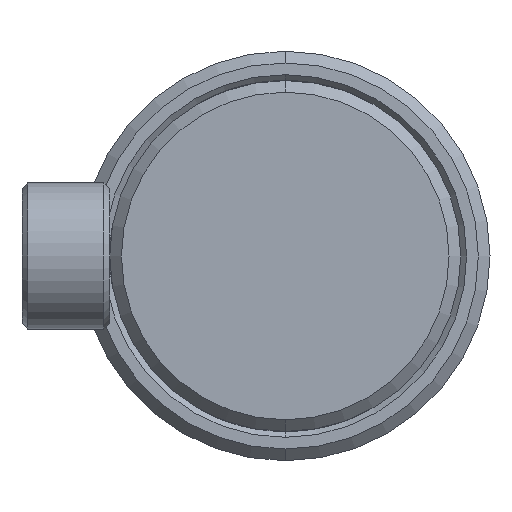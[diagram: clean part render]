
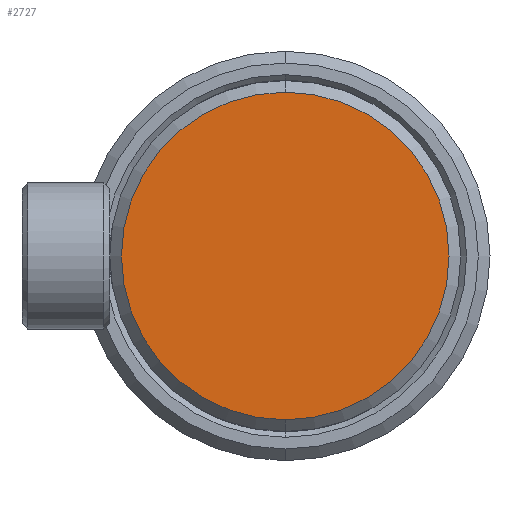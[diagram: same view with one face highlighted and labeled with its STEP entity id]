
A CAD part, left-side view. The second image highlights one B-rep face of the part: STEP entity #2727.
In plain terms, the highlighted planar face has unit normal (-1, 0, 0).
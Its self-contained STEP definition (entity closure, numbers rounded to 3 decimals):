
#41 = CIRCLE ( 'NONE', #645, 28. ) ;
#61 = DIRECTION ( 'NONE',  ( -1., 0., 0. ) ) ;
#189 = CIRCLE ( 'NONE', #2809, 28. ) ;
#352 = DIRECTION ( 'NONE',  ( 1., 0., 0. ) ) ;
#400 = CARTESIAN_POINT ( 'NONE',  ( -47., 0., -28. ) ) ;
#402 = ORIENTED_EDGE ( 'NONE', *, *, #493, .T. ) ;
#466 = ORIENTED_EDGE ( 'NONE', *, *, #1122, .T. ) ;
#493 = EDGE_CURVE ( 'NONE', #1087, #1711, #189, .T. ) ;
#571 = CARTESIAN_POINT ( 'NONE',  ( -47., 0., 0. ) ) ;
#580 = EDGE_LOOP ( 'NONE', ( #402, #466 ) ) ;
#584 = DIRECTION ( 'NONE',  ( 0., 0., -1. ) ) ;
#598 = CARTESIAN_POINT ( 'NONE',  ( -47., 0., 28. ) ) ;
#645 = AXIS2_PLACEMENT_3D ( 'NONE', #571, #61, #584 ) ;
#1047 = DIRECTION ( 'NONE',  ( -1., 0., 0. ) ) ;
#1087 = VERTEX_POINT ( 'NONE', #400 ) ;
#1122 = EDGE_CURVE ( 'NONE', #1711, #1087, #41, .T. ) ;
#1244 = PLANE ( 'NONE',  #1569 ) ;
#1569 = AXIS2_PLACEMENT_3D ( 'NONE', #1795, #352, #1764 ) ;
#1626 = FACE_OUTER_BOUND ( 'NONE', #580, .T. ) ;
#1699 = DIRECTION ( 'NONE',  ( 0., 0., -1. ) ) ;
#1711 = VERTEX_POINT ( 'NONE', #598 ) ;
#1764 = DIRECTION ( 'NONE',  ( 0., 0., -1. ) ) ;
#1795 = CARTESIAN_POINT ( 'NONE',  ( -47., 30., 0. ) ) ;
#2479 = CARTESIAN_POINT ( 'NONE',  ( -47., 0., 0. ) ) ;
#2727 = ADVANCED_FACE ( 'NONE', ( #1626 ), #1244, .F. ) ;
#2809 = AXIS2_PLACEMENT_3D ( 'NONE', #2479, #1047, #1699 ) ;
